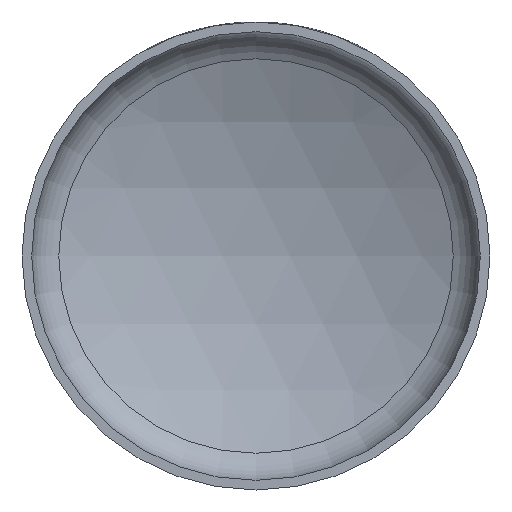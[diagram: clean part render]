
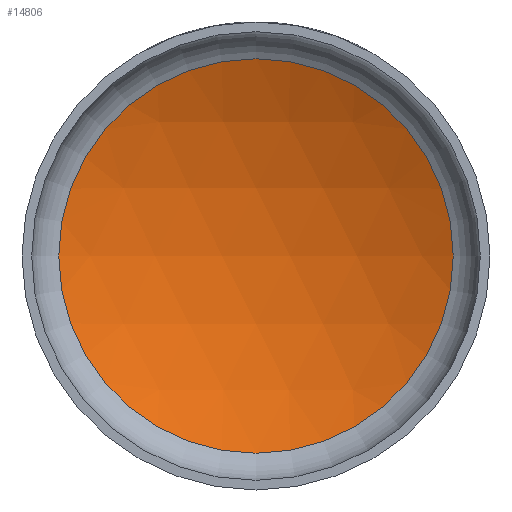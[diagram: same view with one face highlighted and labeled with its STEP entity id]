
A CAD part, front view. The second image highlights one B-rep face of the part: STEP entity #14806.
In plain terms, the highlighted spherical face has radius 193.7 mm.
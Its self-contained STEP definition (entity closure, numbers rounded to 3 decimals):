
#1394 = AXIS2_PLACEMENT_3D ( 'NONE', #6945, #8841, #3209 ) ;
#3209 = DIRECTION ( 'NONE',  ( 0., 0., -1. ) ) ;
#3761 = AXIS2_PLACEMENT_3D ( 'NONE', #9736, #11434, #17157 ) ;
#5782 = CIRCLE ( 'NONE', #1394, 81.644 ) ;
#6945 = CARTESIAN_POINT ( 'NONE',  ( 0., 36.565, 0. ) ) ;
#7341 = ORIENTED_EDGE ( 'NONE', *, *, #16552, .T. ) ;
#8841 = DIRECTION ( 'NONE',  ( 0., -1., 0. ) ) ;
#9736 = CARTESIAN_POINT ( 'NONE',  ( 0., -139.087, 0. ) ) ;
#10628 = FACE_OUTER_BOUND ( 'NONE', #13114, .T. ) ;
#11434 = DIRECTION ( 'NONE',  ( 0., 0., 1. ) ) ;
#13114 = EDGE_LOOP ( 'NONE', ( #7341 ) ) ;
#14554 = CARTESIAN_POINT ( 'NONE',  ( 0., 36.565, -81.644 ) ) ;
#14806 = ADVANCED_FACE ( 'NONE', ( #10628 ), #15677, .F. ) ;
#15677 = SPHERICAL_SURFACE ( 'NONE', #3761, 193.7 ) ;
#16552 = EDGE_CURVE ( 'NONE', #16773, #16773, #5782, .T. ) ;
#16773 = VERTEX_POINT ( 'NONE', #14554 ) ;
#17157 = DIRECTION ( 'NONE',  ( 1., 0., 0. ) ) ;
